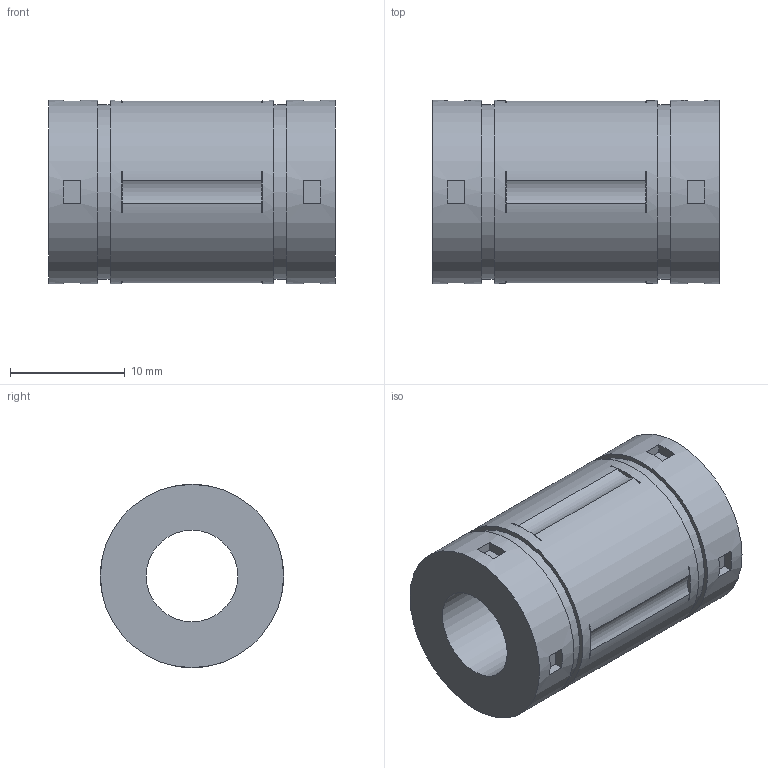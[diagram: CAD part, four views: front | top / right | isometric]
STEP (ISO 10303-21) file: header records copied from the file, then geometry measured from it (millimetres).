
FILE_DESCRIPTION( ( 'STEP AP214' ), '1' );
FILE_NAME( 'TK8UU_2_14.stp', ' ', ( ' ' ), ( ' ' ), 'PSStep 15.0.47', 'PARTsolutions', ' ' );
FILE_SCHEMA( ( 'AUTOMOTIVE_DESIGN { 1 0 10303 214 1 1 1 1 }' ) );
Length unit declared in the file: millimetre
Products named in the file (2): TK8UU; _TK8 
Assembly tree (1 placements, depth 2):
  TK8UU
    _TK8 
Bounding box: 25 x 16 x 16 mm (x, y, z)
Volume: 3684.2 mm3; surface area: 2323.4 mm2
Topology: 1 solids, 1 shells, 80 faces, 195 edges, 130 vertices
Faces by surface type: plane 62, cylinder 18
Full cylindrical faces by diameter (mm): 8 x1, 15.2 x2, 16 x3
Entity records: 2958 total; most frequent: DIRECTION 420, CARTESIAN_POINT 386, ORIENTED_EDGE 360, EDGE_CURVE 180, AXIS2_PLACEMENT_3D 158, VERTEX_POINT 124, EDGE_LOOP 104, LINE 104
